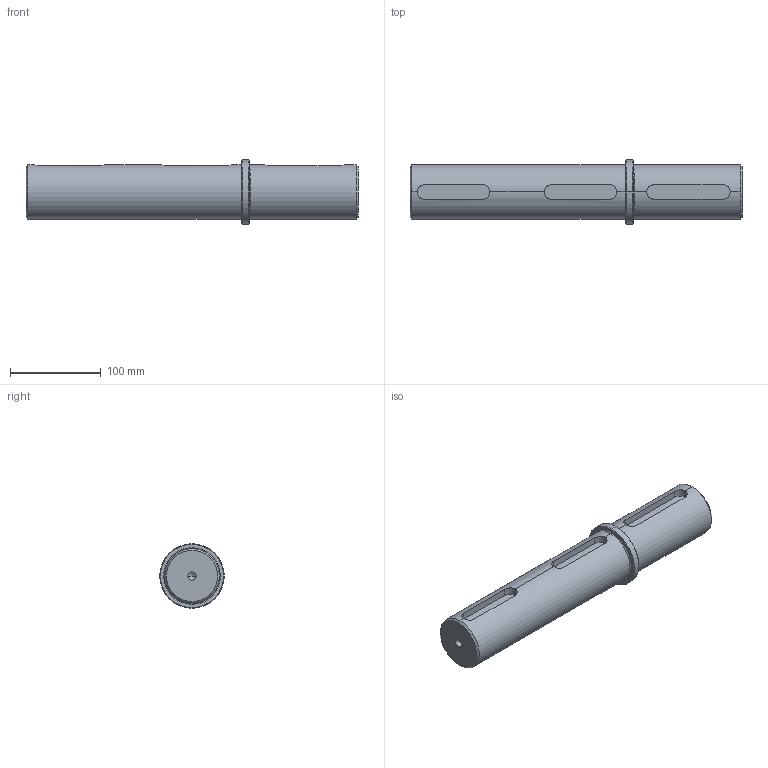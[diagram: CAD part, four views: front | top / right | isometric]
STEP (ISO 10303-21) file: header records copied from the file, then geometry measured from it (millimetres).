
FILE_DESCRIPTION (( 'STEP AP214' ), '1' );
FILE_NAME ('HBR-87-S.step', '2019-06-11T14:18:57', ( '' ), ( '' ), 'SwSTEP 2.0', 'SolidWorks 2018', '' );
FILE_SCHEMA (( 'AUTOMOTIVE_DESIGN' ));
Length unit declared in the file: inch
Products named in the file (1): HBR-87-S
Bounding box: 365.89 x 71 x 71 mm (x, y, z)
Volume: 1018608.4 mm3; surface area: 82072.4 mm2
Topology: 1 solids, 1 shells, 44 faces, 105 edges, 64 vertices
Faces by surface type: cylinder 17, plane 13, cone 10, bspline 4
Entity records: 1812 total; most frequent: CARTESIAN_POINT 780, DIRECTION 208, ORIENTED_EDGE 206, EDGE_CURVE 103, AXIS2_PLACEMENT_3D 80, VERTEX_POINT 64, VECTOR 48, LINE 48
